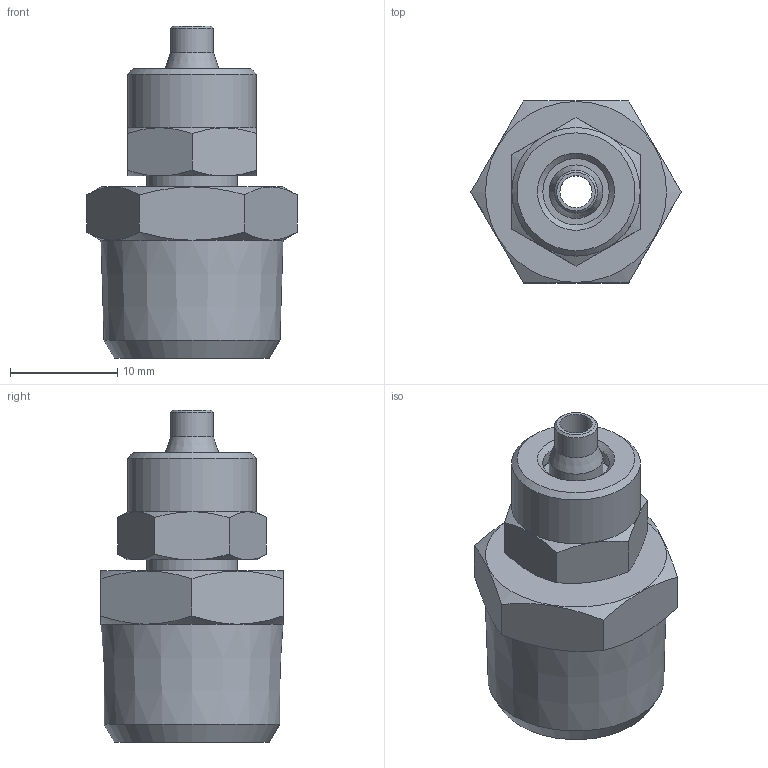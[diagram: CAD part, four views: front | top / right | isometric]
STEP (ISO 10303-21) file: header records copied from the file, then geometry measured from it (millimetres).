
FILE_DESCRIPTION(/* description */ ('Unknown'),/* implementation_level */ '2;1');
FILE_NAME(/* name */ 'D1513864NI',/* time_stamp */ '2019-01-18T14:43:33+01:00',/* author */ ('UNIC_S.R.L.'),/* organization */ ('Unknown'),/* preprocessor_version */ 'ST-DEVELOPER v16.7',/* originating_system */ 'DEX',/* authorisation */ $);
FILE_SCHEMA (('AUTOMOTIVE_DESIGN {1 0 10303 214 3 1 1}'));
Length unit declared in the file: millimetre
Products named in the file (3): D1513864NI; D1513864CNI; D17064NI
Assembly tree (2 placements, depth 2):
  D1513864NI
    D1513864CNI
    D17064NI
Bounding box: 19.63 x 17 x 31 mm (x, y, z)
Volume: 3770.7 mm3; surface area: 2927.9 mm2
Topology: 2 solids, 2 shells, 60 faces, 128 edges, 75 vertices
Faces by surface type: cone 30, plane 19, cylinder 10, torus 1
Full cylindrical faces by diameter (mm): 3 x1, 4 x1, 5 x1, 6.2 x1, 8.5 x1, 9 x2, 10 x1, 11 x1, 12 x1
Entity records: 1972 total; most frequent: CARTESIAN_POINT 369, DIRECTION 230, ORIENTED_EDGE 200, AXIS2_PLACEMENT_3D 109, EDGE_CURVE 100, EDGE_LOOP 90, FACE_BOUND 90, VERTEX_POINT 70
